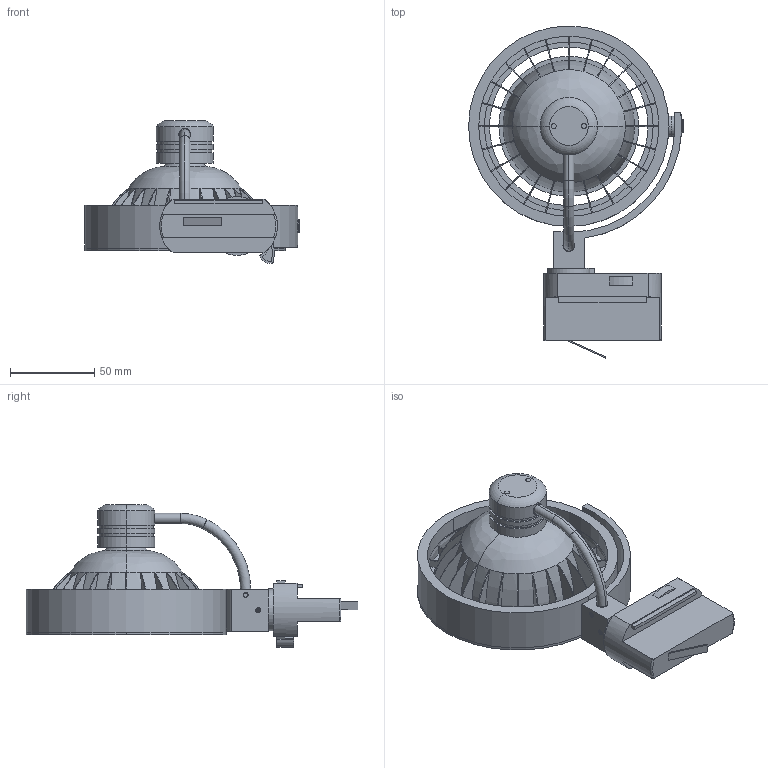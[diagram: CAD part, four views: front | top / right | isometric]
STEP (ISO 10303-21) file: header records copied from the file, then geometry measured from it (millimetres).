
FILE_DESCRIPTION((''),'2;1');
FILE_NAME('MJ1222_ASM','2022-08-09T',('Administrator'),(''),'PRO/ENGINEER BY PARAMETRIC TECHNOLOGY CORPORATION, 2014310','PRO/ENGINEER BY PARAMETRIC TECHNOLOGY CORPORATION, 2014310','');
FILE_SCHEMA(('CONFIG_CONTROL_DESIGN'));
Length unit declared in the file: millimetre
Products named in the file (14): ___; __; ____; AR1111; GU10DENGTOU; DIANXIAN; ASM0001_ASM; M10-15_1; 123; MJ1222_ASM
Assembly tree (14 placements, depth 3):
  MJ1222_ASM
    ASM0001_ASM
      ___
      ___  x2
      __
      __
      __
      ____
      AR1111
      GU10DENGTOU
      ___
      DIANXIAN
    M10-15_1
    123
Bounding box: 127.5 x 197.08 x 84.81 mm (x, y, z)
Volume: 278701.6 mm3; surface area: 125807.1 mm2
Topology: 13 solids, 13 shells, 910 faces, 2692 edges, 1721 vertices
Faces by surface type: cylinder 320, plane 297, bspline 211, torus 62, cone 20
Entity records: 48235 total; most frequent: CARTESIAN_POINT 25638, ORIENTED_EDGE 5264, DIRECTION 3955, EDGE_CURVE 2632, VERTEX_POINT 1713, AXIS2_PLACEMENT_3D 1521, EDGE_LOOP 985, B_SPLINE_CURVE_WITH_KNOTS 930
